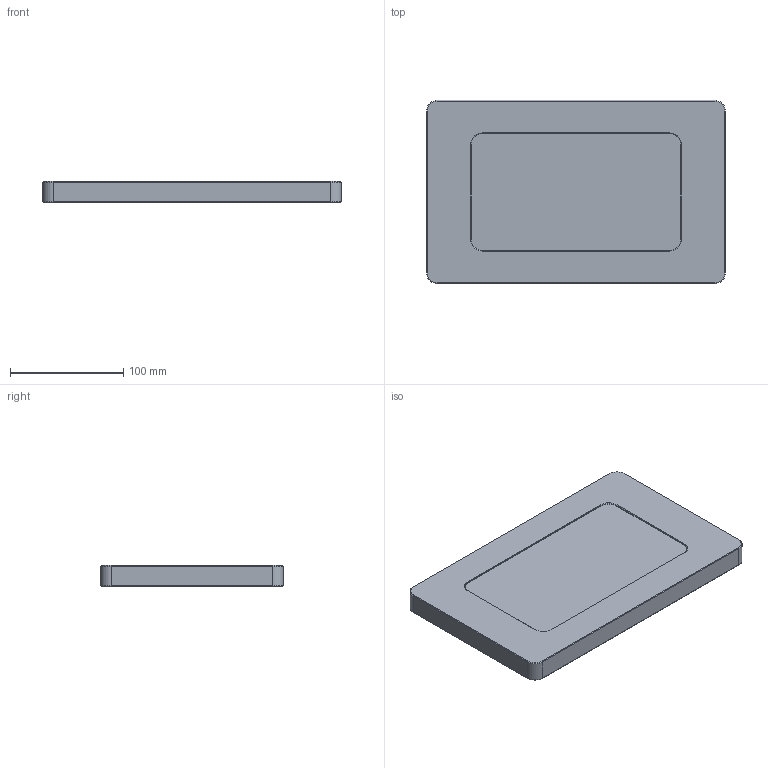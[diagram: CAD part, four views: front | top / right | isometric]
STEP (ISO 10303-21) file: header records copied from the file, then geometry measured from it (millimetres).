
FILE_DESCRIPTION(/* description */ (''),/* implementation_level */ '2;1');
FILE_NAME(/* name */ 'VB_VESA_HPS7.stp',/* time_stamp */ '2019-08-26T18:00:00-04:00',/* author */ ('NickC'),/* organization */ (''),/* preprocessor_version */ 'ST-DEVELOPER v17',/* originating_system */ 'Autodesk Inventor 2019',/* authorisation */ '');
FILE_SCHEMA (('AUTOMOTIVE_DESIGN { 1 0 10303 214 3 1 1 }'));
Length unit declared in the file: inch
Products named in the file (1): Part1
Bounding box: 263.72 x 161.5 x 18.99 mm (x, y, z)
Volume: 750525.8 mm3; surface area: 139072.8 mm2
Topology: 1 solids, 7 shells, 587 faces, 1544 edges, 1019 vertices
Faces by surface type: plane 275, bspline 150, cone 88, cylinder 74
Full cylindrical faces by diameter (mm): 2.438 x9, 3.251 x4, 3.306 x12, 4.166 x6, 4.496 x6, 38.1 x1
Entity records: 21249 total; most frequent: CARTESIAN_POINT 7383, ORIENTED_EDGE 3088, DIRECTION 2217, EDGE_CURVE 1544, VERTEX_POINT 1019, LINE 815, VECTOR 815, AXIS2_PLACEMENT_3D 701
